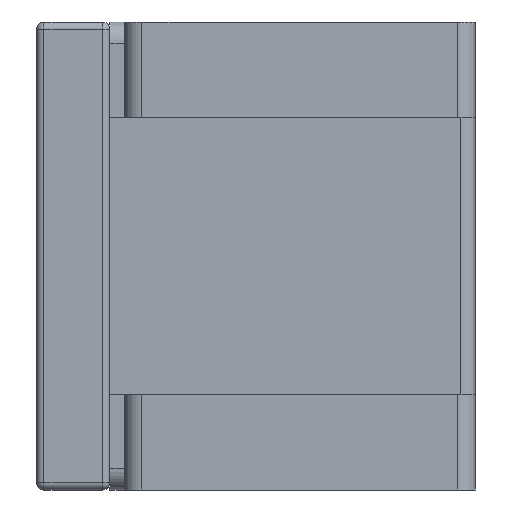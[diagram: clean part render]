
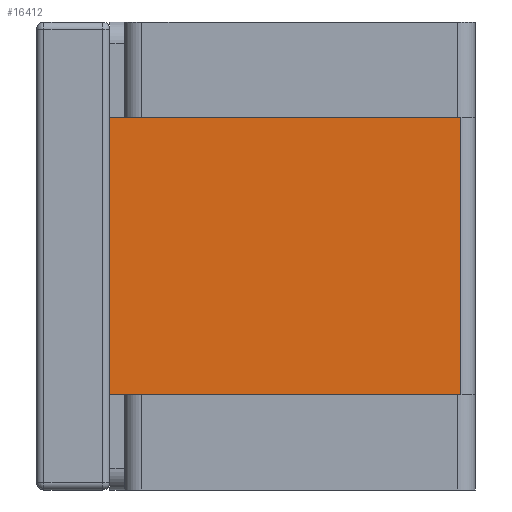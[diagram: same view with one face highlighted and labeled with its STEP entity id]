
A CAD part, left-side view. The second image highlights one B-rep face of the part: STEP entity #16412.
In plain terms, the highlighted planar face has unit normal (-1, 0, 0).
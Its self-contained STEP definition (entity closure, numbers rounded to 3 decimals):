
#192 = EDGE_CURVE ( 'NONE', #74383, #20634, #29268, .T. ) ;
#9701 = CARTESIAN_POINT ( 'NONE',  ( -2.25, 0., -0.95 ) ) ;
#16112 = LINE ( 'NONE', #67489, #95996 ) ;
#16412 = ADVANCED_FACE ( 'NONE', ( #86720 ), #113758, .F. ) ;
#17712 = DIRECTION ( 'NONE',  ( 1., 0., 0. ) ) ;
#18535 = DIRECTION ( 'NONE',  ( 0., 0., -1. ) ) ;
#20634 = VERTEX_POINT ( 'NONE', #110073 ) ;
#23310 = VECTOR ( 'NONE', #29510, 1000. ) ;
#26336 = LINE ( 'NONE', #106827, #113700 ) ;
#28440 = CARTESIAN_POINT ( 'NONE',  ( -2.25, 8.076, -1.6 ) ) ;
#29268 = LINE ( 'NONE', #9701, #23310 ) ;
#29510 = DIRECTION ( 'NONE',  ( 0., 1., 0. ) ) ;
#33474 = ORIENTED_EDGE ( 'NONE', *, *, #80315, .F. ) ;
#39530 = VECTOR ( 'NONE', #122021, 1000. ) ;
#40057 = ORIENTED_EDGE ( 'NONE', *, *, #89775, .F. ) ;
#42389 = VERTEX_POINT ( 'NONE', #44753 ) ;
#44753 = CARTESIAN_POINT ( 'NONE',  ( -2.25, 2.5, 0.95 ) ) ;
#52114 = ORIENTED_EDGE ( 'NONE', *, *, #93081, .T. ) ;
#52223 = VERTEX_POINT ( 'NONE', #67897 ) ;
#59553 = DIRECTION ( 'NONE',  ( 0., -1., 0. ) ) ;
#66548 = CARTESIAN_POINT ( 'NONE',  ( -2.25, 0.1, 0.95 ) ) ;
#67489 = CARTESIAN_POINT ( 'NONE',  ( -2.25, 2.5, -0.95 ) ) ;
#67897 = CARTESIAN_POINT ( 'NONE',  ( -2.25, 0.1, 0.95 ) ) ;
#69446 = EDGE_LOOP ( 'NONE', ( #79136, #52114, #40057, #33474 ) ) ;
#72578 = AXIS2_PLACEMENT_3D ( 'NONE', #28440, #17712, #18535 ) ;
#74383 = VERTEX_POINT ( 'NONE', #107734 ) ;
#79136 = ORIENTED_EDGE ( 'NONE', *, *, #192, .F. ) ;
#80315 = EDGE_CURVE ( 'NONE', #20634, #42389, #16112, .T. ) ;
#86720 = FACE_OUTER_BOUND ( 'NONE', #69446, .T. ) ;
#89775 = EDGE_CURVE ( 'NONE', #42389, #52223, #26336, .T. ) ;
#89930 = LINE ( 'NONE', #66548, #39530 ) ;
#93081 = EDGE_CURVE ( 'NONE', #74383, #52223, #89930, .T. ) ;
#95996 = VECTOR ( 'NONE', #111801, 1000. ) ;
#106827 = CARTESIAN_POINT ( 'NONE',  ( -2.25, 0.12, 0.95 ) ) ;
#107734 = CARTESIAN_POINT ( 'NONE',  ( -2.25, 0.1, -0.95 ) ) ;
#110073 = CARTESIAN_POINT ( 'NONE',  ( -2.25, 2.5, -0.95 ) ) ;
#111801 = DIRECTION ( 'NONE',  ( 0., 0., 1. ) ) ;
#113700 = VECTOR ( 'NONE', #59553, 1000. ) ;
#113758 = PLANE ( 'NONE',  #72578 ) ;
#122021 = DIRECTION ( 'NONE',  ( 0., 0., 1. ) ) ;
